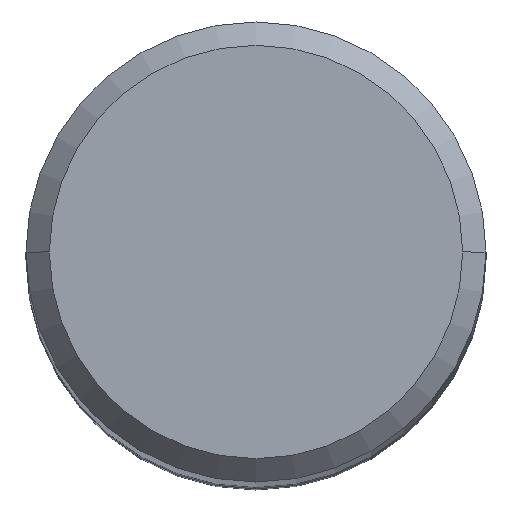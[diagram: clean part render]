
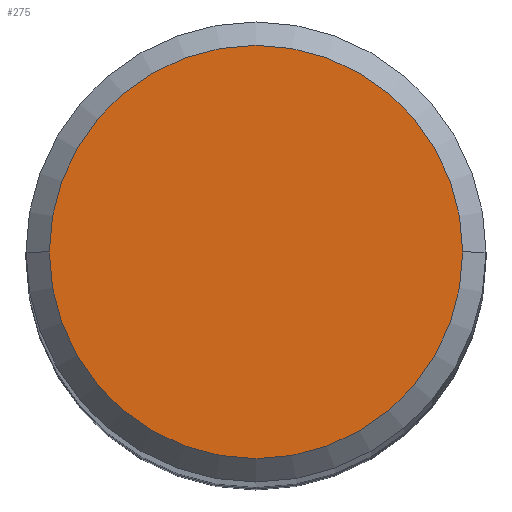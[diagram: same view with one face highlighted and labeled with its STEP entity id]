
A CAD part, top view. The second image highlights one B-rep face of the part: STEP entity #275.
In plain terms, the highlighted planar face has unit normal (0, 0, 1).
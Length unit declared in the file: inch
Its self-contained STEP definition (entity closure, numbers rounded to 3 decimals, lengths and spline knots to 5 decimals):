
#11 = DIRECTION ( 'NONE',  ( 1., 0., 0. ) ) ;
#50 = CARTESIAN_POINT ( 'NONE',  ( 0., 0., 0. ) ) ;
#135 = CARTESIAN_POINT ( 'NONE',  ( 0.17685, 0., 0. ) ) ;
#155 = FACE_OUTER_BOUND ( 'NONE', #544, .T. ) ;
#158 = CIRCLE ( 'NONE', #355, 0.17685 ) ;
#244 = DIRECTION ( 'NONE',  ( 0., 0., -1. ) ) ;
#266 = DIRECTION ( 'NONE',  ( 0., 0., 1. ) ) ;
#275 = ADVANCED_FACE ( 'NONE', ( #155 ), #543, .F. ) ;
#316 = AXIS2_PLACEMENT_3D ( 'NONE', #50, #402, #11 ) ;
#323 = CARTESIAN_POINT ( 'NONE',  ( 0., 0.17685, 0. ) ) ;
#345 = VERTEX_POINT ( 'NONE', #135 ) ;
#347 = AXIS2_PLACEMENT_3D ( 'NONE', #323, #244, #455 ) ;
#351 = CARTESIAN_POINT ( 'NONE',  ( -0.17685, 0., 0. ) ) ;
#355 = AXIS2_PLACEMENT_3D ( 'NONE', #360, #266, #484 ) ;
#360 = CARTESIAN_POINT ( 'NONE',  ( 0., 0., 0. ) ) ;
#402 = DIRECTION ( 'NONE',  ( 0., 0., 1. ) ) ;
#421 = ORIENTED_EDGE ( 'NONE', *, *, #553, .T. ) ;
#455 = DIRECTION ( 'NONE',  ( -1., 0., 0. ) ) ;
#457 = VERTEX_POINT ( 'NONE', #351 ) ;
#475 = CIRCLE ( 'NONE', #316, 0.17685 ) ;
#481 = ORIENTED_EDGE ( 'NONE', *, *, #523, .T. ) ;
#484 = DIRECTION ( 'NONE',  ( 1., 0., 0. ) ) ;
#523 = EDGE_CURVE ( 'NONE', #345, #457, #158, .T. ) ;
#543 = PLANE ( 'NONE',  #347 ) ;
#544 = EDGE_LOOP ( 'NONE', ( #421, #481 ) ) ;
#553 = EDGE_CURVE ( 'NONE', #457, #345, #475, .T. ) ;
